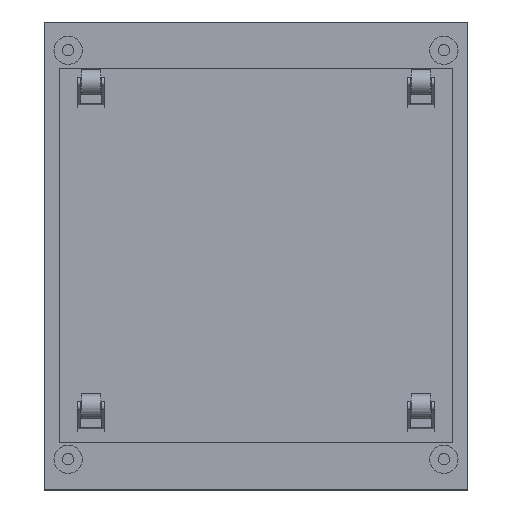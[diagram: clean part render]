
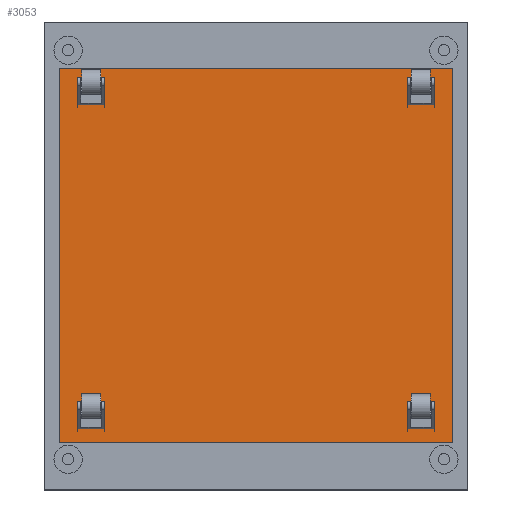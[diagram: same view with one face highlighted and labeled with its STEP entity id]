
A CAD part, front view. The second image highlights one B-rep face of the part: STEP entity #3053.
In plain terms, the highlighted planar face has unit normal (0, -1, 0).
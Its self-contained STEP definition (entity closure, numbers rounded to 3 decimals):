
#60 = LINE ( 'NONE', #10724, #3847 ) ;
#173 = ORIENTED_EDGE ( 'NONE', *, *, #3216, .T. ) ;
#731 = EDGE_CURVE ( 'NONE', #4550, #6601, #10231, .T. ) ;
#1198 = AXIS2_PLACEMENT_3D ( 'NONE', #5811, #8596, #8558 ) ;
#2862 = VERTEX_POINT ( 'NONE', #7733 ) ;
#3053 = ADVANCED_FACE ( 'NONE', ( #9366 ), #10300, .T. ) ;
#3216 = EDGE_CURVE ( 'NONE', #2862, #4550, #60, .T. ) ;
#3269 = EDGE_LOOP ( 'NONE', ( #9432, #9559, #9194, #173 ) ) ;
#3662 = CARTESIAN_POINT ( 'NONE',  ( 278.8, -325.3, 265.05 ) ) ;
#3847 = VECTOR ( 'NONE', #7163, 1000. ) ;
#3890 = VERTEX_POINT ( 'NONE', #9033 ) ;
#4550 = VERTEX_POINT ( 'NONE', #4687 ) ;
#4610 = LINE ( 'NONE', #11596, #11238 ) ;
#4687 = CARTESIAN_POINT ( 'NONE',  ( 278.8, -325.3, -265.05 ) ) ;
#4810 = EDGE_CURVE ( 'NONE', #3890, #2862, #10305, .T. ) ;
#5811 = CARTESIAN_POINT ( 'NONE',  ( 0., -325.3, 0. ) ) ;
#6201 = DIRECTION ( 'NONE',  ( -1., 0., 0. ) ) ;
#6601 = VERTEX_POINT ( 'NONE', #3662 ) ;
#7104 = VECTOR ( 'NONE', #10147, 1000. ) ;
#7163 = DIRECTION ( 'NONE',  ( 1., 0., 0. ) ) ;
#7733 = CARTESIAN_POINT ( 'NONE',  ( -278.8, -325.3, -265.05 ) ) ;
#8209 = CARTESIAN_POINT ( 'NONE',  ( 278.8, -325.3, 265.05 ) ) ;
#8303 = EDGE_CURVE ( 'NONE', #6601, #3890, #4610, .T. ) ;
#8359 = DIRECTION ( 'NONE',  ( 0., 0., -1. ) ) ;
#8558 = DIRECTION ( 'NONE',  ( 0., 0., -1. ) ) ;
#8596 = DIRECTION ( 'NONE',  ( 0., -1., 0. ) ) ;
#8891 = VECTOR ( 'NONE', #8359, 1000. ) ;
#9033 = CARTESIAN_POINT ( 'NONE',  ( -278.8, -325.3, 265.05 ) ) ;
#9194 = ORIENTED_EDGE ( 'NONE', *, *, #4810, .T. ) ;
#9366 = FACE_OUTER_BOUND ( 'NONE', #3269, .T. ) ;
#9432 = ORIENTED_EDGE ( 'NONE', *, *, #731, .T. ) ;
#9559 = ORIENTED_EDGE ( 'NONE', *, *, #8303, .T. ) ;
#10145 = CARTESIAN_POINT ( 'NONE',  ( -278.8, -325.3, 265.05 ) ) ;
#10147 = DIRECTION ( 'NONE',  ( 0., 0., 1. ) ) ;
#10231 = LINE ( 'NONE', #8209, #7104 ) ;
#10300 = PLANE ( 'NONE',  #1198 ) ;
#10305 = LINE ( 'NONE', #10145, #8891 ) ;
#10724 = CARTESIAN_POINT ( 'NONE',  ( -278.8, -325.3, -265.05 ) ) ;
#11238 = VECTOR ( 'NONE', #6201, 1000. ) ;
#11596 = CARTESIAN_POINT ( 'NONE',  ( -278.8, -325.3, 265.05 ) ) ;
